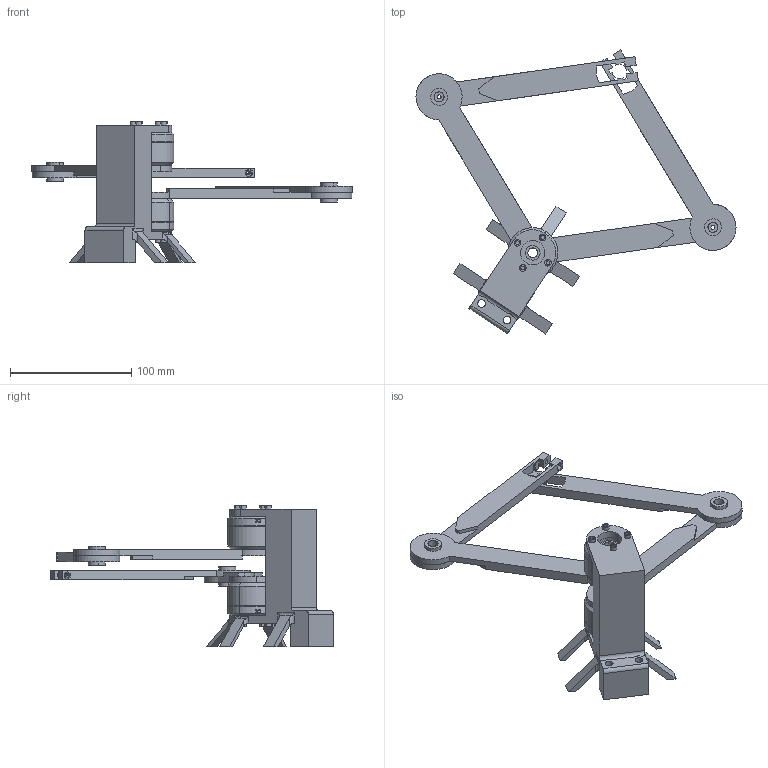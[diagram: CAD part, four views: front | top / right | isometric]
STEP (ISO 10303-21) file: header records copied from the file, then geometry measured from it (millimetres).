
FILE_DESCRIPTION (( 'STEP AP203' ), '1' );
FILE_NAME ('Assem2.STEP', '2022-12-12T04:18:21', ( '' ), ( '' ), 'SwSTEP 2.0', 'SolidWorks 2016', '' );
FILE_SCHEMA (( 'CONFIG_CONTROL_DESIGN' ));
Length unit declared in the file: millimetre
Products named in the file (5): holder; Assem2; motor; Arm1; Arm2
Assembly tree (7 placements, depth 2):
  Assem2
    Arm1  x2
    Arm2  x2
    holder
    motor  x2
Bounding box: 263.73 x 233.95 x 116.43 mm (x, y, z)
Volume: 299443.6 mm3; surface area: 94556.3 mm2
Topology: 9 solids, 9 shells, 391 faces, 958 edges, 629 vertices
Faces by surface type: cylinder 184, plane 183, cone 16, bspline 8
Entity records: 8487 total; most frequent: CARTESIAN_POINT 1667, DIRECTION 1333, ORIENTED_EDGE 1262, EDGE_CURVE 631, AXIS2_PLACEMENT_3D 494, VERTEX_POINT 413, VECTOR 345, LINE 345
